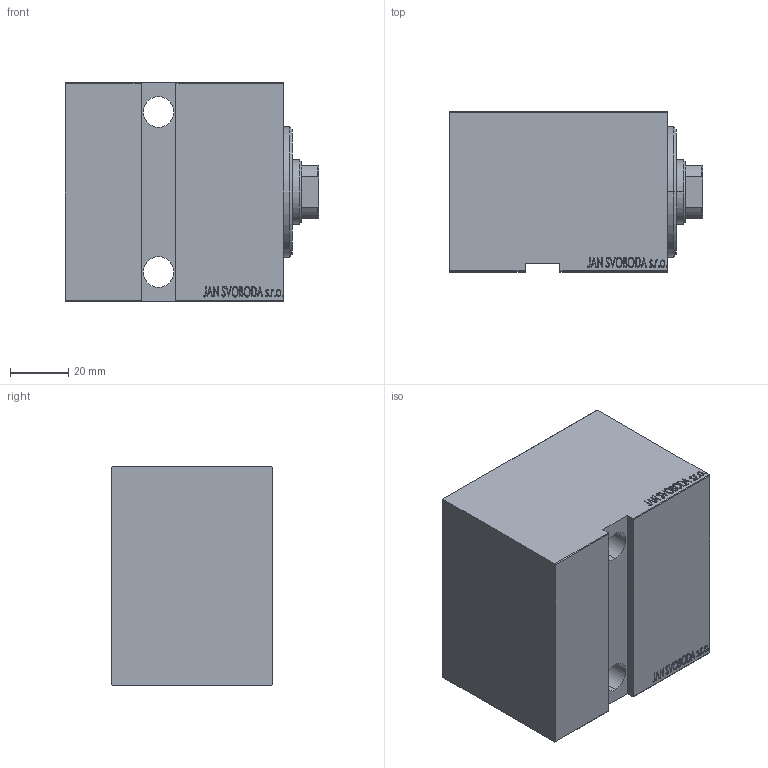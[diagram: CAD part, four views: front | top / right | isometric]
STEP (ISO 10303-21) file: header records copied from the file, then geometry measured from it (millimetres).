
FILE_DESCRIPTION (( 'STEP AP203' ), '1' );
FILE_NAME ('8af6.STEP', '2022-05-11T11:56:47', ( '' ), ( '' ), 'SwSTEP 2.0', 'SolidWorks 2019', '' );
FILE_SCHEMA (( 'CONFIG_CONTROL_DESIGN' ));
Length unit declared in the file: millimetre
Products named in the file (4): V450CM_E_VCP c18ff34fcd987a22a462d0305c2e5dfa; 8af6; V450CM_E_Body c18ff34fcd987a22a462d0305c2e5dfa; V450CM_VC_B c18ff34fcd987a22a462d0305c2e5dfa
Assembly tree (3 placements, depth 2):
  8af6
    V450CM_E_Body c18ff34fcd987a22a462d0305c2e5dfa
    V450CM_E_VCP c18ff34fcd987a22a462d0305c2e5dfa
    V450CM_VC_B c18ff34fcd987a22a462d0305c2e5dfa
Bounding box: 87 x 55 x 75 mm (x, y, z)
Volume: 286680.1 mm3; surface area: 52852.6 mm2
Topology: 3 solids, 3 shells, 830 faces, 2142 edges, 1421 vertices
Faces by surface type: plane 404, bspline 380, cylinder 32, cone 14
Entity records: 42378 total; most frequent: CARTESIAN_POINT 24257, ORIENTED_EDGE 4280, DIRECTION 2364, EDGE_CURVE 2140, VERTEX_POINT 1421, LINE 1292, VECTOR 1292, EDGE_LOOP 941
